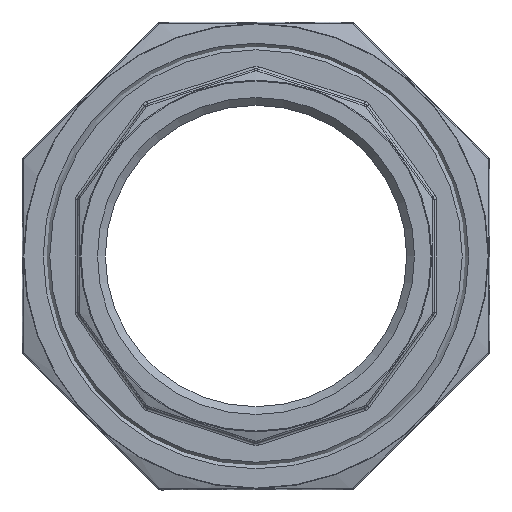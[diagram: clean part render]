
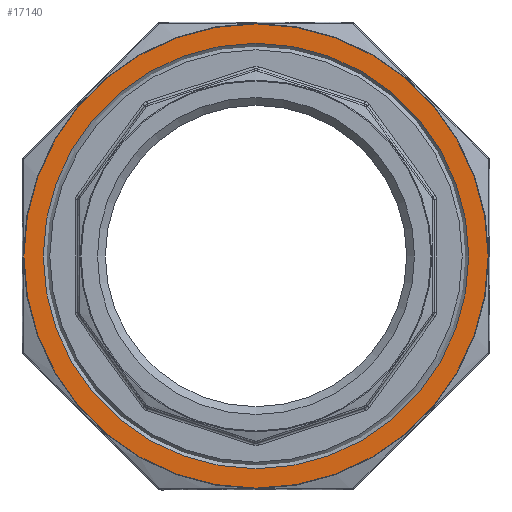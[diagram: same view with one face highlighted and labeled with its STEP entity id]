
A CAD part, left-side view. The second image highlights one B-rep face of the part: STEP entity #17140.
In plain terms, the highlighted planar face has unit normal (-1, 0, 0).
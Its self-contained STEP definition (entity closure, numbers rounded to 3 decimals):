
#1834 = AXIS2_PLACEMENT_3D ( 'NONE', #20502, #5536, #14865 ) ;
#2927 = FACE_OUTER_BOUND ( 'NONE', #6848, .T. ) ;
#3767 = EDGE_CURVE ( 'NONE', #9939, #9939, #12367, .T. ) ;
#5536 = DIRECTION ( 'NONE',  ( -1., 0., 0. ) ) ;
#5739 = AXIS2_PLACEMENT_3D ( 'NONE', #17175, #17078, #18717 ) ;
#5766 = VERTEX_POINT ( 'NONE', #7289 ) ;
#6097 = DIRECTION ( 'NONE',  ( -1., 0., 0. ) ) ;
#6514 = ORIENTED_EDGE ( 'NONE', *, *, #3767, .T. ) ;
#6806 = EDGE_LOOP ( 'NONE', ( #6514 ) ) ;
#6848 = EDGE_LOOP ( 'NONE', ( #20172 ) ) ;
#7289 = CARTESIAN_POINT ( 'NONE',  ( -15.5, -43.647, 0. ) ) ;
#7732 = PLANE ( 'NONE',  #10955 ) ;
#9290 = DIRECTION ( 'NONE',  ( 0., -1., 0. ) ) ;
#9716 = FACE_BOUND ( 'NONE', #6806, .T. ) ;
#9836 = CARTESIAN_POINT ( 'NONE',  ( -15.5, 40., 0. ) ) ;
#9939 = VERTEX_POINT ( 'NONE', #9836 ) ;
#10955 = AXIS2_PLACEMENT_3D ( 'NONE', #21053, #6097, #9290 ) ;
#11602 = CIRCLE ( 'NONE', #1834, 43.647 ) ;
#12367 = CIRCLE ( 'NONE', #5739, 40. ) ;
#14865 = DIRECTION ( 'NONE',  ( 0., -1., 0. ) ) ;
#16121 = EDGE_CURVE ( 'NONE', #5766, #5766, #11602, .T. ) ;
#17078 = DIRECTION ( 'NONE',  ( 1., 0., 0. ) ) ;
#17140 = ADVANCED_FACE ( 'NONE', ( #2927, #9716 ), #7732, .T. ) ;
#17175 = CARTESIAN_POINT ( 'NONE',  ( -15.5, 0., 0. ) ) ;
#18717 = DIRECTION ( 'NONE',  ( 0., 1., 0. ) ) ;
#20172 = ORIENTED_EDGE ( 'NONE', *, *, #16121, .T. ) ;
#20502 = CARTESIAN_POINT ( 'NONE',  ( -15.5, 0., 0. ) ) ;
#21053 = CARTESIAN_POINT ( 'NONE',  ( -15.5, 53.92, 0. ) ) ;
